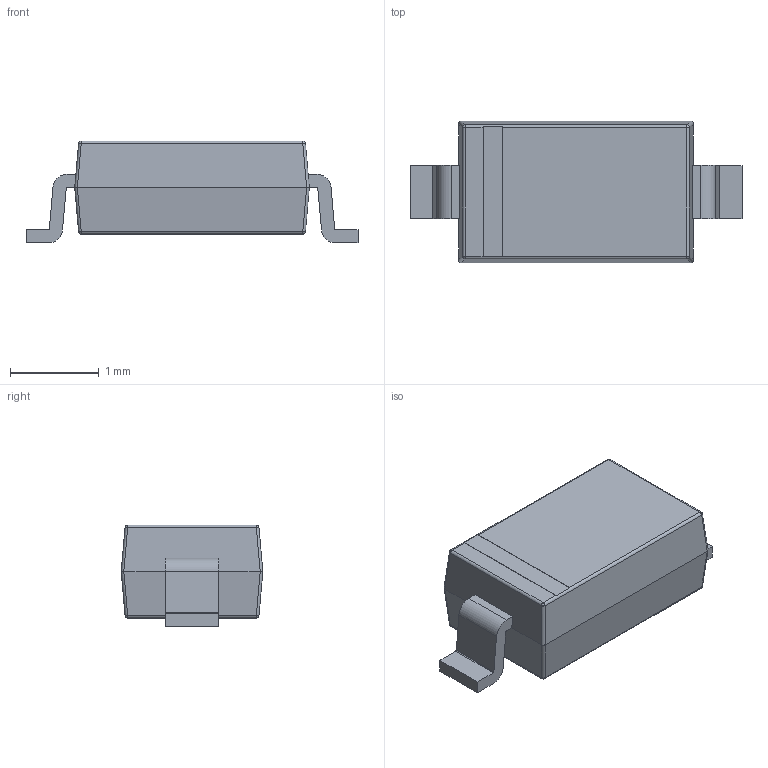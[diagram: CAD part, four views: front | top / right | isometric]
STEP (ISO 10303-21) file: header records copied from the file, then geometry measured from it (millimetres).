
FILE_DESCRIPTION (( 'STEP AP214' ), '1' );
FILE_NAME ('SOD-123_L2.7-W1.6-LS3.8-RD.STEP', '2021-11-04T06:57:47', ( '' ), ( '' ), 'SwSTEP 2.0', 'SolidWorks 2018', '' );
FILE_SCHEMA (( 'AUTOMOTIVE_DESIGN' ));
Length unit declared in the file: millimetre
Products named in the file (1): SOD-123_L2.7-W1.6-LS3.8-RD
Bounding box: 3.75 x 1.6 x 1.15 mm (x, y, z)
Volume: 4.4 mm3; surface area: 19.5 mm2
Topology: 1 solids, 1 shells, 123 faces, 306 edges, 192 vertices
Faces by surface type: plane 77, cylinder 24, bspline 14, sphere 8
Entity records: 5663 total; most frequent: CARTESIAN_POINT 1432, ORIENTED_EDGE 612, DIRECTION 538, EDGE_CURVE 306, LINE 230, VECTOR 230, VERTEX_POINT 192, AXIS2_PLACEMENT_3D 154
